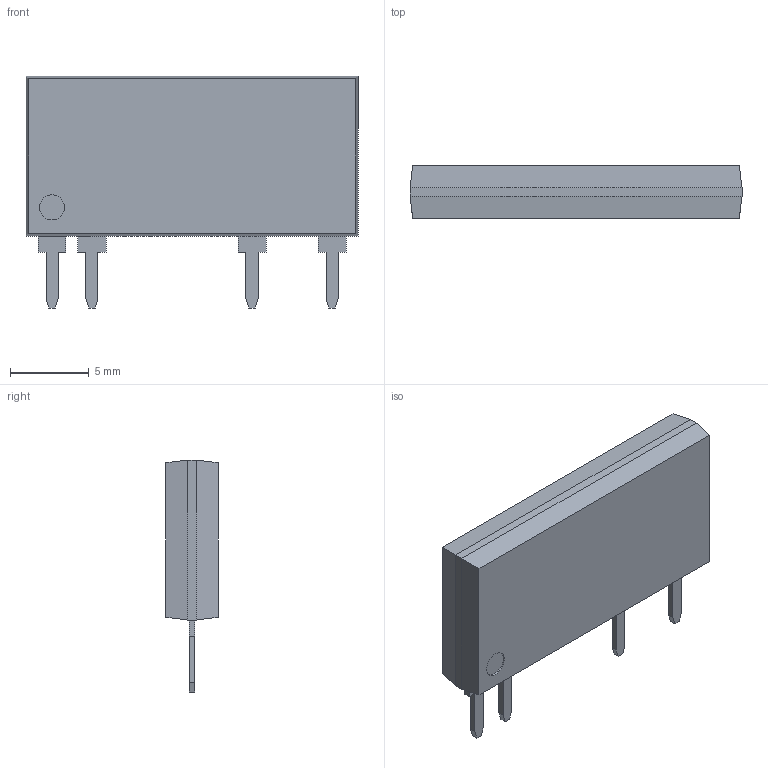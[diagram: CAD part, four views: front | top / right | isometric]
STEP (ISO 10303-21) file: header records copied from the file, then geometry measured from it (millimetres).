
FILE_DESCRIPTION(/* description */ (''),/* implementation_level */ '2;1');
FILE_NAME(/* name */ 'CPC1966Y v2.step',/* time_stamp */ '2019-02-03T08:01:10-05:00',/* author */ ('xdmattz'),/* organization */ (''),/* preprocessor_version */ 'ST-DEVELOPER v17.2',/* originating_system */ 'Autodesk Translation Framework v7.6.0.251',/* authorisation */ '');
FILE_SCHEMA (('AUTOMOTIVE_DESIGN { 1 0 10303 214 3 1 1 }'));
Length unit declared in the file: millimetre
Products named in the file (3): CPC1966Y; Pins; Body
Assembly tree (5 placements, depth 2):
  CPC1966Y
    Pins  x4
    Body
Bounding box: 21.08 x 3.32 x 14.73 mm (x, y, z)
Volume: 703 mm3; surface area: 668.8 mm2
Topology: 5 solids, 5 shells, 64 faces, 151 edges, 98 vertices
Faces by surface type: plane 63, cylinder 1
Full cylindrical faces by diameter (mm): 1.585 x1
Entity records: 866 total; most frequent: DIRECTION 135, CARTESIAN_POINT 135, ORIENTED_EDGE 122, EDGE_CURVE 61, LINE 59, VECTOR 59, VERTEX_POINT 38, AXIS2_PLACEMENT_3D 38
